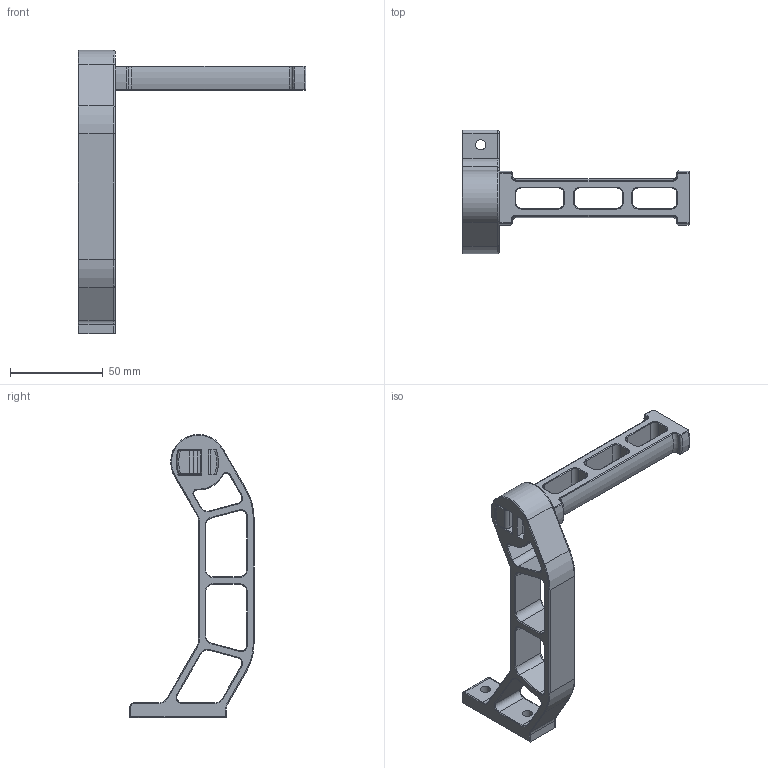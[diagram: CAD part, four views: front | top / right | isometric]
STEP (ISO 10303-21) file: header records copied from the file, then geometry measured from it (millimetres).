
FILE_DESCRIPTION(/* description */ (''),/* implementation_level */ '2;1');
FILE_NAME(/* name */ 'Spool Holder v1.step',/* time_stamp */ '2022-04-05T17:46:00-03:00',/* author */ (''),/* organization */ (''),/* preprocessor_version */ 'ST-DEVELOPER v18.1',/* originating_system */ 'Autodesk Translation Framework v10.14.0.1471',/* authorisation */ '');
FILE_SCHEMA (('AUTOMOTIVE_DESIGN { 1 0 10303 214 3 1 1 }'));
Length unit declared in the file: millimetre
Products named in the file (1): Spool Holder v1
Bounding box: 123 x 67 x 153 mm (x, y, z)
Volume: 64468.9 mm3; surface area: 31484.2 mm2
Topology: 2 solids, 2 shells, 424 faces, 1016 edges, 598 vertices
Faces by surface type: plane 172, cylinder 91, cone 63, bspline 53, torus 45
Full cylindrical faces by diameter (mm): 4.2 x1, 5.5 x2
Entity records: 14307 total; most frequent: CARTESIAN_POINT 4655, ORIENTED_EDGE 2032, DIRECTION 1935, EDGE_CURVE 1016, AXIS2_PLACEMENT_3D 669, VERTEX_POINT 598, LINE 597, VECTOR 597
